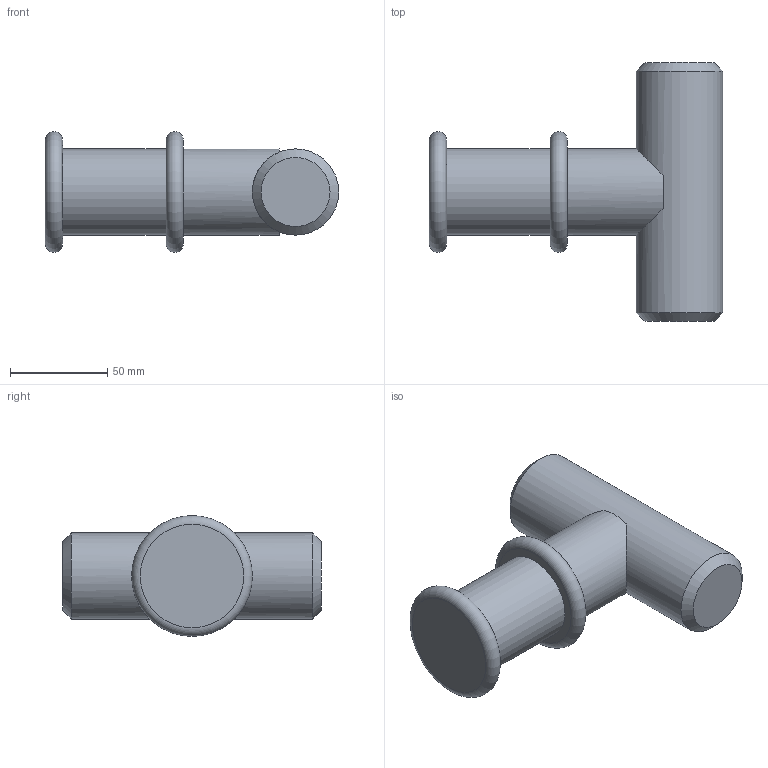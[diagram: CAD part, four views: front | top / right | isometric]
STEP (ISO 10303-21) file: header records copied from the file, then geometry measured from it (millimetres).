
FILE_DESCRIPTION(/* description */ (''),/* implementation_level */ '2;1');
FILE_NAME(/* name */ 'shoulder_swivel.stp',/* time_stamp */ '2019-08-09T11:24:40-04:00',/* author */ ('thowison'),/* organization */ (''),/* preprocessor_version */ 'ST-DEVELOPER v17',/* originating_system */ 'Autodesk Inventor 2018',/* authorisation */ '');
FILE_SCHEMA (('AUTOMOTIVE_DESIGN { 1 0 10303 214 3 1 1 }'));
Length unit declared in the file: inch
Products named in the file (1): shoulder swivel scaled
Bounding box: 151.13 x 133.35 x 62.23 mm (x, y, z)
Volume: 398313.8 mm3; surface area: 42014 mm2
Topology: 1 solids, 1 shells, 15 faces, 34 edges, 25 vertices
Faces by surface type: plane 8, cylinder 3, cone 2, torus 2
Full cylindrical faces by diameter (mm): 44.45 x3
Entity records: 514 total; most frequent: DIRECTION 93, CARTESIAN_POINT 75, ORIENTED_EDGE 68, AXIS2_PLACEMENT_3D 43, EDGE_CURVE 34, CIRCLE 25, VERTEX_POINT 25, EDGE_LOOP 19
